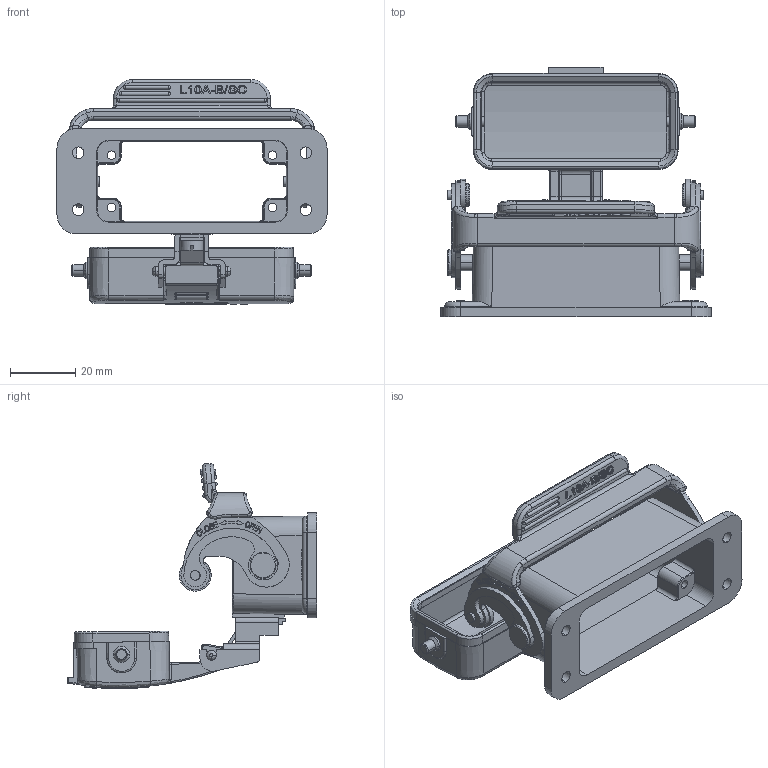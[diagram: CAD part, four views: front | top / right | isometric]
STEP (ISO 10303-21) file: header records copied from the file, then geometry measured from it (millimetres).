
FILE_DESCRIPTION((''),'2;1');
FILE_NAME('PRT0070','2024-01-25T',('11539'),(''),'PRO/ENGINEER BY PARAMETRIC TECHNOLOGY CORPORATION, 2012480','PRO/ENGINEER BY PARAMETRIC TECHNOLOGY CORPORATION, 2012480','');
FILE_SCHEMA(('CONFIG_CONTROL_DESIGN'));
Length unit declared in the file: millimetre
Products named in the file (1): PRT0070
Bounding box: 83 x 76.69 x 69.19 mm (x, y, z)
Volume: 35329.5 mm3; surface area: 31192.4 mm2
Topology: 1 solids, 11 shells, 1542 faces, 4166 edges, 2718 vertices
Faces by surface type: plane 649, cylinder 409, extrusion 222, bspline 123, torus 71, cone 50, sphere 18
Entity records: 59937 total; most frequent: CARTESIAN_POINT 22858, ORIENTED_EDGE 8274, DIRECTION 6658, EDGE_CURVE 4137, VERTEX_POINT 2718, VECTOR 2340, AXIS2_PLACEMENT_3D 2159, LINE 2118
